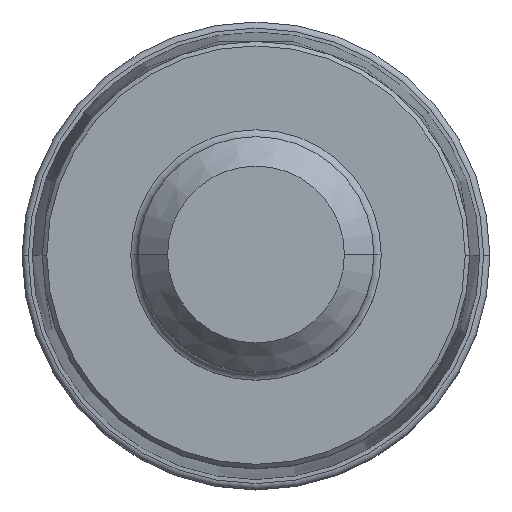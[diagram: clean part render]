
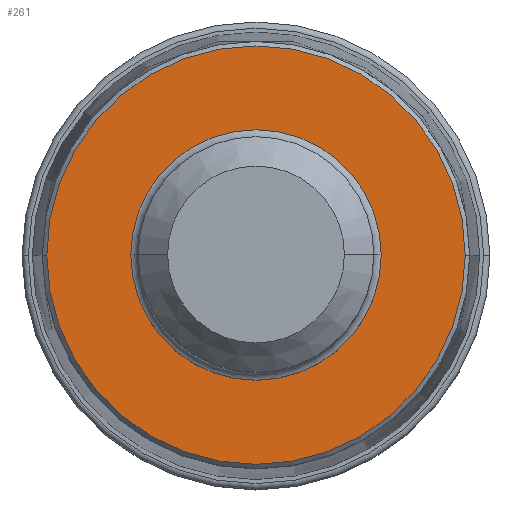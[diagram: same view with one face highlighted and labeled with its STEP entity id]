
A CAD part, top view. The second image highlights one B-rep face of the part: STEP entity #261.
In plain terms, the highlighted planar face has unit normal (0, 0, 1).
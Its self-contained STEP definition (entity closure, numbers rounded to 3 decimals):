
#158=FACE_BOUND('',#521,.T.);
#159=FACE_BOUND('',#522,.T.);
#261=ADVANCED_FACE('',(#158,#159),#362,.F.);
#362=PLANE('',#2396);
#521=EDGE_LOOP('',(#784,#785));
#522=EDGE_LOOP('',(#786,#787));
#784=ORIENTED_EDGE('',*,*,#1414,.F.);
#785=ORIENTED_EDGE('',*,*,#1417,.F.);
#786=ORIENTED_EDGE('',*,*,#1418,.F.);
#787=ORIENTED_EDGE('',*,*,#1419,.F.);
#1232=VERTEX_POINT('',#3636);
#1233=VERTEX_POINT('',#3637);
#1234=VERTEX_POINT('',#3644);
#1235=VERTEX_POINT('',#3645);
#1414=EDGE_CURVE('',#1232,#1233,#1830,.T.);
#1417=EDGE_CURVE('',#1233,#1232,#1831,.T.);
#1418=EDGE_CURVE('',#1234,#1235,#1832,.T.);
#1419=EDGE_CURVE('',#1235,#1234,#1833,.T.);
#1830=CIRCLE('',#2390,14.2);
#1831=CIRCLE('',#2392,14.2);
#1832=CIRCLE('',#2394,8.5);
#1833=CIRCLE('',#2395,8.5);
#2390=AXIS2_PLACEMENT_3D('',#3635,#2778,#2779);
#2392=AXIS2_PLACEMENT_3D('',#3641,#2784,#2785);
#2394=AXIS2_PLACEMENT_3D('',#3643,#2788,#2789);
#2395=AXIS2_PLACEMENT_3D('',#3646,#2790,#2791);
#2396=AXIS2_PLACEMENT_3D('',#3647,#2792,#2793);
#2778=DIRECTION('',(0.,0.,-1.));
#2779=DIRECTION('',(-1.,0.,0.));
#2784=DIRECTION('',(0.,0.,-1.));
#2785=DIRECTION('',(1.,0.,0.));
#2788=DIRECTION('',(0.,0.,1.));
#2789=DIRECTION('',(-1.,0.,0.));
#2790=DIRECTION('',(0.,0.,1.));
#2791=DIRECTION('',(1.,0.,0.));
#2792=DIRECTION('',(0.,0.,-1.));
#2793=DIRECTION('',(1.,0.,0.));
#3635=CARTESIAN_POINT('',(0.,0.,0.));
#3636=CARTESIAN_POINT('',(-14.2,0.,0.));
#3637=CARTESIAN_POINT('',(14.2,0.,0.));
#3641=CARTESIAN_POINT('',(0.,0.,0.));
#3643=CARTESIAN_POINT('',(0.,0.,0.));
#3644=CARTESIAN_POINT('',(-8.5,0.,0.));
#3645=CARTESIAN_POINT('',(8.5,0.,0.));
#3646=CARTESIAN_POINT('',(0.,0.,0.));
#3647=CARTESIAN_POINT('',(0.,0.,0.));
